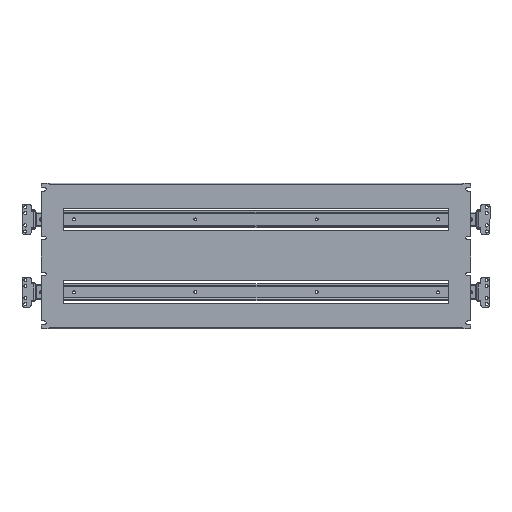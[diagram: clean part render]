
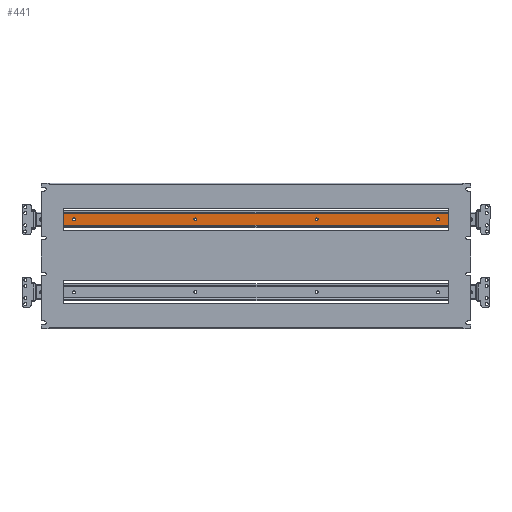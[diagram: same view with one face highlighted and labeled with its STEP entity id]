
A CAD part, top view. The second image highlights one B-rep face of the part: STEP entity #441.
In plain terms, the highlighted planar face has unit normal (0, 0, 1).
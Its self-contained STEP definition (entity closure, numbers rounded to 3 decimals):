
#441 = ADVANCED_FACE ( 'NONE', ( #30718, #1791, #49674, #43599, #26714 ), #46169, .F. ) ;
#493 = VERTEX_POINT ( 'NONE', #32912 ) ;
#1076 = CIRCLE ( 'NONE', #4820, 3.1 ) ;
#1088 = ORIENTED_EDGE ( 'NONE', *, *, #2708, .F. ) ;
#1184 = ORIENTED_EDGE ( 'NONE', *, *, #4187, .F. ) ;
#1576 = LINE ( 'NONE', #54845, #24464 ) ;
#1608 = AXIS2_PLACEMENT_3D ( 'NONE', #26674, #26858, #31328 ) ;
#1791 = FACE_BOUND ( 'NONE', #10675, .T. ) ;
#2629 = DIRECTION ( 'NONE',  ( 0., 0., -1. ) ) ;
#2708 = EDGE_CURVE ( 'NONE', #20179, #20121, #18507, .T. ) ;
#3359 = CARTESIAN_POINT ( 'NONE',  ( 425., 62., -61.3 ) ) ;
#4187 = EDGE_CURVE ( 'NONE', #7921, #31875, #7383, .T. ) ;
#4226 = ORIENTED_EDGE ( 'NONE', *, *, #34110, .F. ) ;
#4820 = AXIS2_PLACEMENT_3D ( 'NONE', #24015, #28507, #6329 ) ;
#5237 = VECTOR ( 'NONE', #17561, 1000. ) ;
#6329 = DIRECTION ( 'NONE',  ( 0., -1., 0. ) ) ;
#6741 = EDGE_CURVE ( 'NONE', #42156, #34954, #22667, .T. ) ;
#7383 = CIRCLE ( 'NONE', #25126, 3.1 ) ;
#7509 = DIRECTION ( 'NONE',  ( 0., 1., 0. ) ) ;
#7714 = DIRECTION ( 'NONE',  ( 0., 0., 1. ) ) ;
#7921 = VERTEX_POINT ( 'NONE', #33709 ) ;
#7952 = ORIENTED_EDGE ( 'NONE', *, *, #9144, .F. ) ;
#8702 = EDGE_CURVE ( 'NONE', #20121, #20179, #37658, .T. ) ;
#9144 = EDGE_CURVE ( 'NONE', #31875, #7921, #10633, .T. ) ;
#9794 = CARTESIAN_POINT ( 'NONE',  ( -375., 75.5, -61.3 ) ) ;
#10036 = VERTEX_POINT ( 'NONE', #44628 ) ;
#10633 = CIRCLE ( 'NONE', #45813, 3.1 ) ;
#10675 = EDGE_LOOP ( 'NONE', ( #15377, #20787 ) ) ;
#11439 = AXIS2_PLACEMENT_3D ( 'NONE', #29485, #7714, #33278 ) ;
#11840 = AXIS2_PLACEMENT_3D ( 'NONE', #3359, #2629, #7509 ) ;
#12835 = EDGE_CURVE ( 'NONE', #13766, #26186, #1076, .T. ) ;
#13573 = CARTESIAN_POINT ( 'NONE',  ( -425., 62., -61.3 ) ) ;
#13766 = VERTEX_POINT ( 'NONE', #52897 ) ;
#14253 = ORIENTED_EDGE ( 'NONE', *, *, #6741, .F. ) ;
#15377 = ORIENTED_EDGE ( 'NONE', *, *, #34402, .F. ) ;
#15655 = CIRCLE ( 'NONE', #26020, 3.1 ) ;
#16441 = CARTESIAN_POINT ( 'NONE',  ( 425., 63.8, -61.3 ) ) ;
#17152 = DIRECTION ( 'NONE',  ( 0., -1., 0. ) ) ;
#17561 = DIRECTION ( 'NONE',  ( -1., 0., 0. ) ) ;
#17780 = EDGE_CURVE ( 'NONE', #26186, #13766, #33301, .T. ) ;
#18327 = EDGE_LOOP ( 'NONE', ( #7952, #1184 ) ) ;
#18507 = CIRCLE ( 'NONE', #45665, 3.1 ) ;
#20121 = VERTEX_POINT ( 'NONE', #44661 ) ;
#20179 = VERTEX_POINT ( 'NONE', #27304 ) ;
#20197 = DIRECTION ( 'NONE',  ( -1., 0., 0. ) ) ;
#20628 = CARTESIAN_POINT ( 'NONE',  ( -125., 72.4, -61.3 ) ) ;
#20682 = ORIENTED_EDGE ( 'NONE', *, *, #48827, .T. ) ;
#20787 = ORIENTED_EDGE ( 'NONE', *, *, #25879, .F. ) ;
#22257 = EDGE_CURVE ( 'NONE', #35341, #34954, #31360, .T. ) ;
#22667 = LINE ( 'NONE', #16441, #55079 ) ;
#22934 = DIRECTION ( 'NONE',  ( 0., 0., 1. ) ) ;
#23226 = EDGE_LOOP ( 'NONE', ( #26139, #40721 ) ) ;
#24015 = CARTESIAN_POINT ( 'NONE',  ( -125., 75.5, -61.3 ) ) ;
#24464 = VECTOR ( 'NONE', #28600, 1000. ) ;
#25126 = AXIS2_PLACEMENT_3D ( 'NONE', #34271, #33716, #17152 ) ;
#25146 = DIRECTION ( 'NONE',  ( 0., 0., 1. ) ) ;
#25192 = DIRECTION ( 'NONE',  ( 0., 0., 1. ) ) ;
#25625 = CARTESIAN_POINT ( 'NONE',  ( 425., 63.8, -61.3 ) ) ;
#25879 = EDGE_CURVE ( 'NONE', #45108, #10036, #15655, .T. ) ;
#26020 = AXIS2_PLACEMENT_3D ( 'NONE', #47660, #25192, #38175 ) ;
#26089 = CARTESIAN_POINT ( 'NONE',  ( -425., 63.8, -61.3 ) ) ;
#26139 = ORIENTED_EDGE ( 'NONE', *, *, #17780, .F. ) ;
#26186 = VERTEX_POINT ( 'NONE', #20628 ) ;
#26674 = CARTESIAN_POINT ( 'NONE',  ( -125., 75.5, -61.3 ) ) ;
#26714 = FACE_BOUND ( 'NONE', #29727, .T. ) ;
#26858 = DIRECTION ( 'NONE',  ( 0., 0., 1. ) ) ;
#27304 = CARTESIAN_POINT ( 'NONE',  ( 375., 78.6, -61.3 ) ) ;
#28507 = DIRECTION ( 'NONE',  ( 0., 0., 1. ) ) ;
#28600 = DIRECTION ( 'NONE',  ( 0., -1., 0. ) ) ;
#29485 = CARTESIAN_POINT ( 'NONE',  ( 375., 75.5, -61.3 ) ) ;
#29727 = EDGE_LOOP ( 'NONE', ( #47411, #1088 ) ) ;
#30718 = FACE_BOUND ( 'NONE', #23226, .T. ) ;
#31328 = DIRECTION ( 'NONE',  ( 0., -1., 0. ) ) ;
#31344 = AXIS2_PLACEMENT_3D ( 'NONE', #9794, #22934, #35717 ) ;
#31360 = LINE ( 'NONE', #13573, #40111 ) ;
#31875 = VERTEX_POINT ( 'NONE', #48720 ) ;
#32912 = CARTESIAN_POINT ( 'NONE',  ( 425., 87.2, -61.3 ) ) ;
#33278 = DIRECTION ( 'NONE',  ( 0., -1., 0. ) ) ;
#33301 = CIRCLE ( 'NONE', #1608, 3.1 ) ;
#33709 = CARTESIAN_POINT ( 'NONE',  ( 125., 78.6, -61.3 ) ) ;
#33716 = DIRECTION ( 'NONE',  ( 0., 0., 1. ) ) ;
#34110 = EDGE_CURVE ( 'NONE', #493, #42156, #1576, .T. ) ;
#34271 = CARTESIAN_POINT ( 'NONE',  ( 125., 75.5, -61.3 ) ) ;
#34402 = EDGE_CURVE ( 'NONE', #10036, #45108, #48687, .T. ) ;
#34954 = VERTEX_POINT ( 'NONE', #26089 ) ;
#35341 = VERTEX_POINT ( 'NONE', #40608 ) ;
#35610 = DIRECTION ( 'NONE',  ( 0., -1., 0. ) ) ;
#35717 = DIRECTION ( 'NONE',  ( 0., -1., 0. ) ) ;
#37284 = DIRECTION ( 'NONE',  ( 0., 0., 1. ) ) ;
#37658 = CIRCLE ( 'NONE', #11439, 3.1 ) ;
#38175 = DIRECTION ( 'NONE',  ( 0., -1., 0. ) ) ;
#38838 = CARTESIAN_POINT ( 'NONE',  ( 425., 87.2, -61.3 ) ) ;
#40111 = VECTOR ( 'NONE', #35610, 1000. ) ;
#40608 = CARTESIAN_POINT ( 'NONE',  ( -425., 87.2, -61.3 ) ) ;
#40721 = ORIENTED_EDGE ( 'NONE', *, *, #12835, .F. ) ;
#40838 = ORIENTED_EDGE ( 'NONE', *, *, #22257, .T. ) ;
#41768 = EDGE_LOOP ( 'NONE', ( #40838, #14253, #4226, #20682 ) ) ;
#41810 = CARTESIAN_POINT ( 'NONE',  ( 125., 75.5, -61.3 ) ) ;
#42156 = VERTEX_POINT ( 'NONE', #25625 ) ;
#43599 = FACE_BOUND ( 'NONE', #18327, .T. ) ;
#44628 = CARTESIAN_POINT ( 'NONE',  ( -375., 72.4, -61.3 ) ) ;
#44661 = CARTESIAN_POINT ( 'NONE',  ( 375., 72.4, -61.3 ) ) ;
#45108 = VERTEX_POINT ( 'NONE', #55859 ) ;
#45665 = AXIS2_PLACEMENT_3D ( 'NONE', #51364, #25146, #55712 ) ;
#45813 = AXIS2_PLACEMENT_3D ( 'NONE', #41810, #37284, #54329 ) ;
#46169 = PLANE ( 'NONE',  #11840 ) ;
#47411 = ORIENTED_EDGE ( 'NONE', *, *, #8702, .F. ) ;
#47660 = CARTESIAN_POINT ( 'NONE',  ( -375., 75.5, -61.3 ) ) ;
#48687 = CIRCLE ( 'NONE', #31344, 3.1 ) ;
#48720 = CARTESIAN_POINT ( 'NONE',  ( 125., 72.4, -61.3 ) ) ;
#48827 = EDGE_CURVE ( 'NONE', #493, #35341, #53125, .T. ) ;
#49674 = FACE_OUTER_BOUND ( 'NONE', #41768, .T. ) ;
#51364 = CARTESIAN_POINT ( 'NONE',  ( 375., 75.5, -61.3 ) ) ;
#52897 = CARTESIAN_POINT ( 'NONE',  ( -125., 78.6, -61.3 ) ) ;
#53125 = LINE ( 'NONE', #38838, #5237 ) ;
#54329 = DIRECTION ( 'NONE',  ( 0., -1., 0. ) ) ;
#54845 = CARTESIAN_POINT ( 'NONE',  ( 425., 62., -61.3 ) ) ;
#55079 = VECTOR ( 'NONE', #20197, 1000. ) ;
#55712 = DIRECTION ( 'NONE',  ( 0., -1., 0. ) ) ;
#55859 = CARTESIAN_POINT ( 'NONE',  ( -375., 78.6, -61.3 ) ) ;
